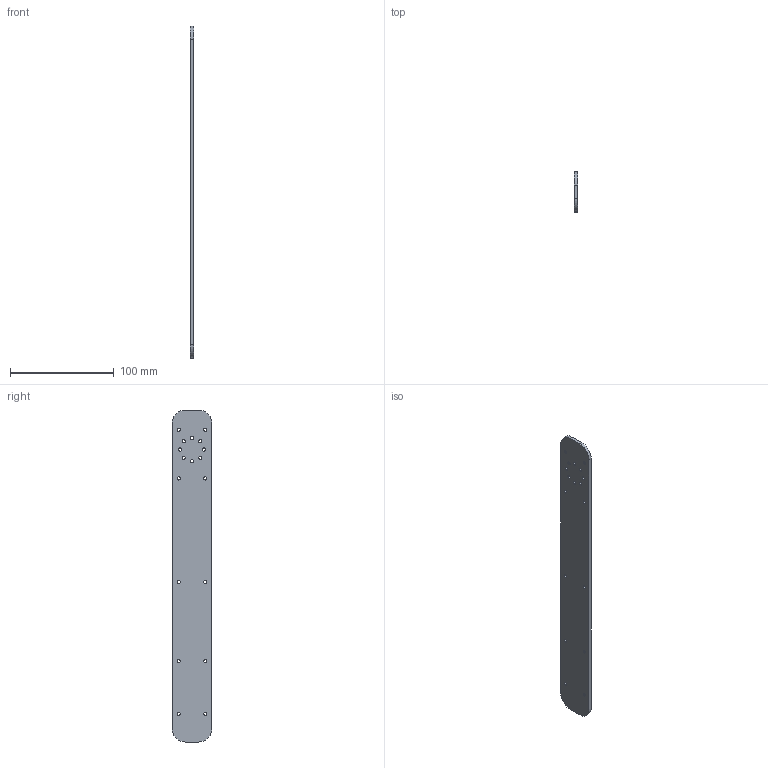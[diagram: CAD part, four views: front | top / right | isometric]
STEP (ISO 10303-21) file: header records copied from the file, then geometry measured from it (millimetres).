
FILE_DESCRIPTION(/* description */ (''),/* implementation_level */ '2;1');
FILE_NAME(/* name */ 'armright 1.stp',/* time_stamp */ '2024-08-01T16:01:35-04:00',/* author */ ('Preston'),/* organization */ (''),/* preprocessor_version */ 'ST-DEVELOPER v19.2',/* originating_system */ 'Autodesk Inventor 2024',/* authorisation */ '');
FILE_SCHEMA (('AUTOMOTIVE_DESIGN { 1 0 10303 214 3 1 1 }'));
Length unit declared in the file: inch
Products named in the file (1): armright 1
Bounding box: 3.17 x 38.1 x 319.94 mm (x, y, z)
Volume: 37845.5 mm3; surface area: 26591.2 mm2
Topology: 1 solids, 1 shells, 28 faces, 135 edges, 146 vertices
Faces by surface type: cylinder 22, plane 6
Full cylindrical faces by diameter (mm): 3.048 x18
Entity records: 1325 total; most frequent: CARTESIAN_POINT 261, DIRECTION 236, ORIENTED_EDGE 156, AXIS2_PLACEMENT_3D 101, EDGE_CURVE 78, CIRCLE 72, EDGE_LOOP 64, VERTEX_POINT 52
